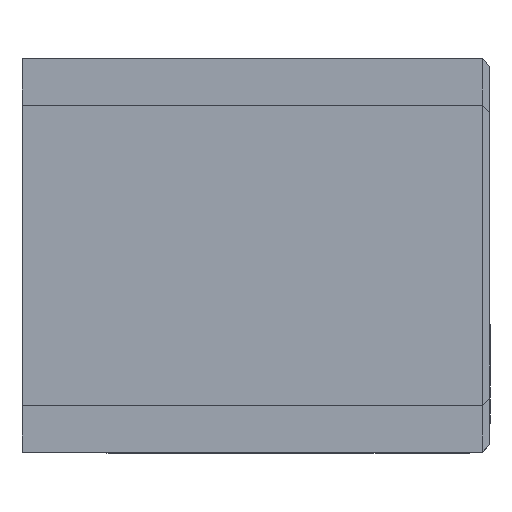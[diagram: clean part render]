
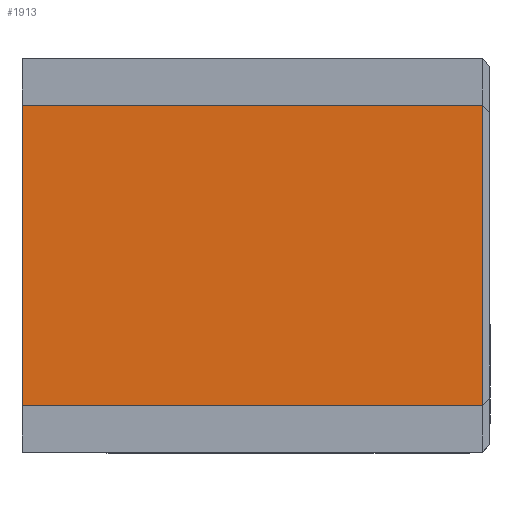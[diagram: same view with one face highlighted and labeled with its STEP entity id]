
A CAD part, top view. The second image highlights one B-rep face of the part: STEP entity #1913.
In plain terms, the highlighted planar face has unit normal (0, 0, 1).
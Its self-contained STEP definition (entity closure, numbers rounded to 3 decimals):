
#64=PLANE('',#2064);
#147=FACE_OUTER_BOUND('',#270,.T.);
#270=EDGE_LOOP('',(#1458,#1459,#1460,#1461));
#520=LINE('',#3031,#719);
#527=LINE('',#3045,#726);
#529=LINE('',#3049,#728);
#530=LINE('',#3050,#729);
#719=VECTOR('',#2397,10.);
#726=VECTOR('',#2412,10.);
#728=VECTOR('',#2416,10.);
#729=VECTOR('',#2417,10.);
#907=VERTEX_POINT('',#3012);
#912=VERTEX_POINT('',#3026);
#915=VERTEX_POINT('',#3044);
#916=VERTEX_POINT('',#3048);
#1112=EDGE_CURVE('',#912,#907,#520,.T.);
#1119=EDGE_CURVE('',#915,#907,#527,.T.);
#1121=EDGE_CURVE('',#916,#912,#529,.T.);
#1122=EDGE_CURVE('',#915,#916,#530,.T.);
#1458=ORIENTED_EDGE('',*,*,#1112,.F.);
#1459=ORIENTED_EDGE('',*,*,#1121,.F.);
#1460=ORIENTED_EDGE('',*,*,#1122,.F.);
#1461=ORIENTED_EDGE('',*,*,#1119,.T.);
#1913=ADVANCED_FACE('',(#147),#64,.T.);
#2064=AXIS2_PLACEMENT_3D('',#3047,#2414,#2415);
#2397=DIRECTION('',(0.,-1.,0.));
#2412=DIRECTION('',(1.,0.,0.));
#2414=DIRECTION('center_axis',(0.,0.,
1.));
#2415=DIRECTION('ref_axis',(0.,-1.,0.));
#2416=DIRECTION('',(1.,0.,0.));
#2417=DIRECTION('',(0.,1.,0.));
#3012=CARTESIAN_POINT('',(50.5,-137.486,-43.086));
#3026=CARTESIAN_POINT('',(50.5,-97.986,-43.086));
#3031=CARTESIAN_POINT('',(50.5,-118.361,-43.086));
#3044=CARTESIAN_POINT('',(-10.,-137.486,-43.086));
#3045=CARTESIAN_POINT('',(48.25,-137.486,-43.086));
#3047=CARTESIAN_POINT('Origin',(-10.,-97.986,-43.086));
#3048=CARTESIAN_POINT('',(-10.,-97.986,-43.086));
#3049=CARTESIAN_POINT('',(48.25,-97.986,-43.086));
#3050=CARTESIAN_POINT('',(-10.,-137.486,-43.086));
